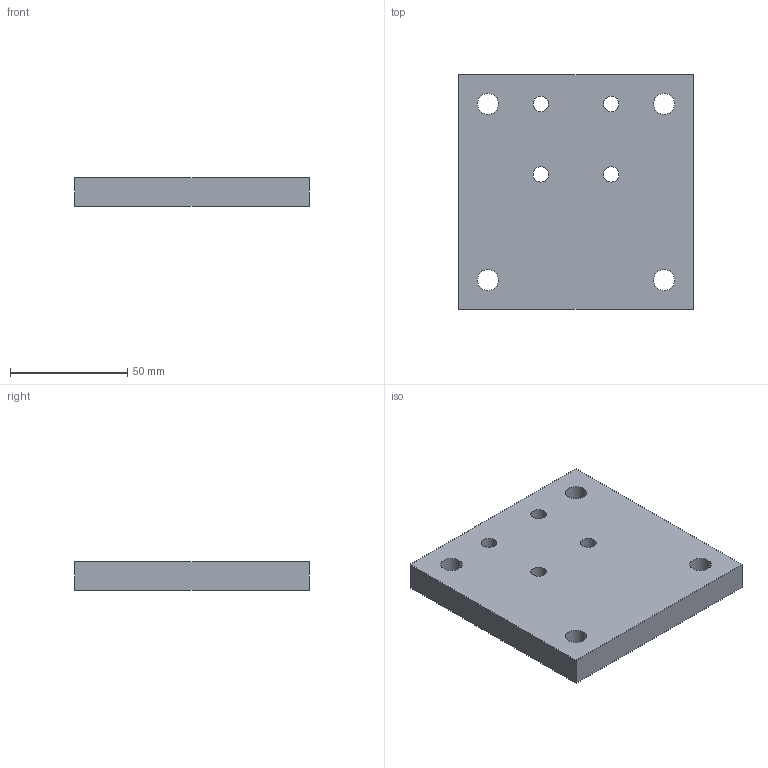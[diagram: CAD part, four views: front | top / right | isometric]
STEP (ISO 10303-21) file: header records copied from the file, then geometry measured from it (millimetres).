
FILE_DESCRIPTION(('Creo Elements/Direct Modeling STEP Export'),'2;1');
FILE_NAME('44.0230_Sockelplatte-MMS-44_100x100x12-seitlich-(P-40-40).stp','2022-03-21T 8:58:47',(''),(''),'PTC Creo Elements/Direct Modeling STEP processor for AP214 (Solid Model)','PTC Creo Elements/Direct Modeling 19.0C 15-Aug-2015 (C) Parametric Technology GmbH','');
FILE_SCHEMA(('AUTOMOTIVE_DESIGN { 1 0 10303 214 1 1 1 1 }'));
Length unit declared in the file: millimetre
Products named in the file (2): Sockelplatte-MMS-44_100x100x12-seitlich-P-40-40_44.0230_PX173529
Assembly tree (1 placements, depth 2):
  Sockelplatte-MMS-44_100x100x12-seitlich-P-40-40_44.0230_PX173529
    Sockelplatte-MMS-44_100x100x12-seitlich-P-40-40_44.0230_PX173529
Bounding box: 100 x 100 x 12 mm (x, y, z)
Volume: 113722.8 mm3; surface area: 26729.2 mm2
Topology: 1 solids, 1 shells, 34 faces, 84 edges, 56 vertices
Faces by surface type: cylinder 24, plane 10
Entity records: 993 total; most frequent: ORIENTED_EDGE 168, DIRECTION 156, CARTESIAN_POINT 152, EDGE_CURVE 84, AXIS2_PLACEMENT_3D 60, VERTEX_POINT 56, EDGE_LOOP 54, VECTOR 36
